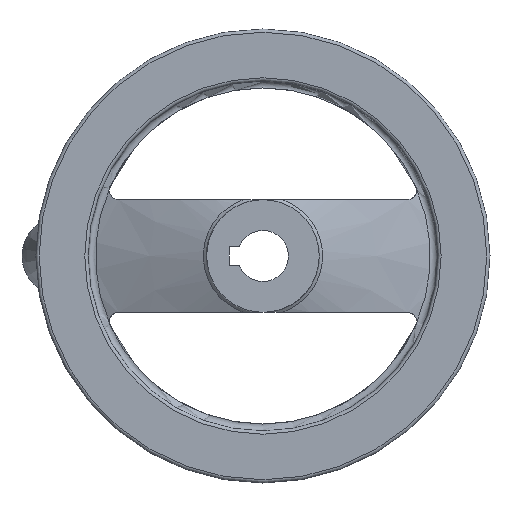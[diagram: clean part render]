
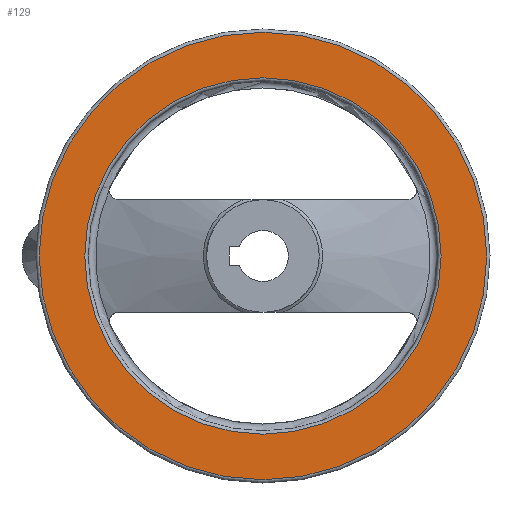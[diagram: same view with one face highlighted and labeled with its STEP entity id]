
A CAD part, left-side view. The second image highlights one B-rep face of the part: STEP entity #129.
In plain terms, the highlighted planar face has unit normal (-1, 0, 0).
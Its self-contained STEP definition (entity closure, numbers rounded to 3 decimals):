
#129 = ADVANCED_FACE( '', ( #272, #273 ), #274, .F. );
#272 = FACE_OUTER_BOUND( '', #444, .T. );
#273 = FACE_BOUND( '', #445, .T. );
#274 = PLANE( '', #446 );
#444 = EDGE_LOOP( '', ( #738 ) );
#445 = EDGE_LOOP( '', ( #739 ) );
#446 = AXIS2_PLACEMENT_3D( '', #740, #741, #742 );
#738 = ORIENTED_EDGE( '', *, *, #802, .F. );
#739 = ORIENTED_EDGE( '', *, *, #845, .T. );
#740 = CARTESIAN_POINT( '', ( 17.1, 49.056, 0. ) );
#741 = DIRECTION( '', ( 1., 0., 0. ) );
#742 = DIRECTION( '', ( 0., 0., -1. ) );
#802 = EDGE_CURVE( '', #948, #948, #949, .T. );
#845 = EDGE_CURVE( '', #1010, #1010, #1011, .T. );
#948 = VERTEX_POINT( '', #1224 );
#949 = CIRCLE( '', #1225, 61.6 );
#1010 = VERTEX_POINT( '', #1481 );
#1011 = CIRCLE( '', #1482, 49.056 );
#1224 = CARTESIAN_POINT( '', ( 17.1, 0., -61.6 ) );
#1225 = AXIS2_PLACEMENT_3D( '', #1604, #1605, #1606 );
#1481 = CARTESIAN_POINT( '', ( 17.1, 0., -49.056 ) );
#1482 = AXIS2_PLACEMENT_3D( '', #1645, #1646, #1647 );
#1604 = CARTESIAN_POINT( '', ( 17.1, 0., 0. ) );
#1605 = DIRECTION( '', ( 1., 0., 0. ) );
#1606 = DIRECTION( '', ( 0., 0., -1. ) );
#1645 = CARTESIAN_POINT( '', ( 17.1, 0., 0. ) );
#1646 = DIRECTION( '', ( 1., 0., 0. ) );
#1647 = DIRECTION( '', ( 0., 0., -1. ) );
